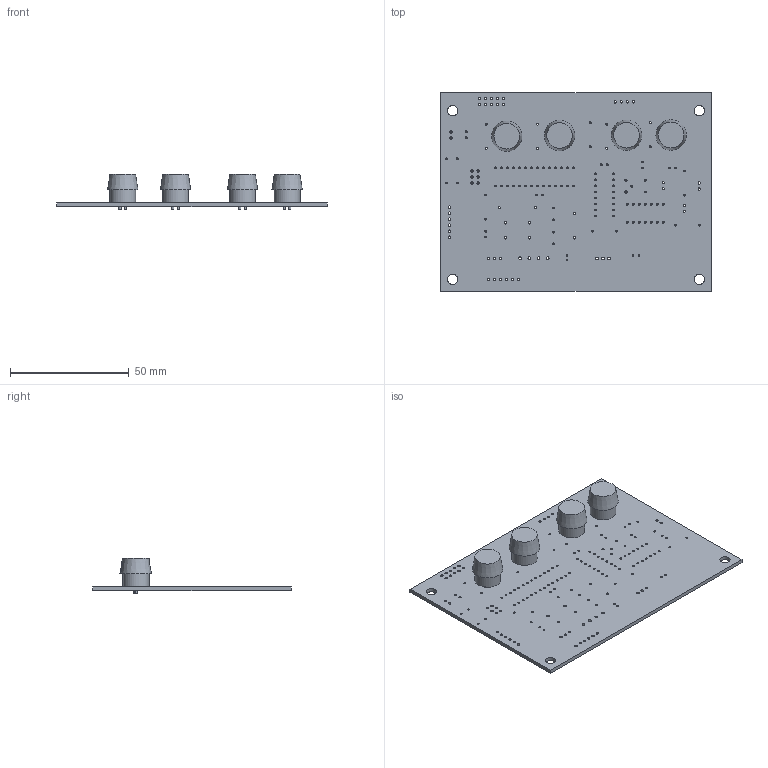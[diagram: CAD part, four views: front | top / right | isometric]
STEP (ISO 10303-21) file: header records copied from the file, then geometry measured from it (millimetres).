
FILE_DESCRIPTION(('KiCad electronic assembly'),'2;1');
FILE_NAME('control.step','2023-03-07T12:44:05',('Pcbnew'),('Kicad'), 'Open CASCADE STEP processor 7.5','KiCad to STEP converter','Unknown' );
FILE_SCHEMA(('AUTOMOTIVE_DESIGN { 1 0 10303 214 1 1 1 1 }'));
Length unit declared in the file: millimetre
Products named in the file (4): control 1; rubber-button-Group; SOLID; control PCB
Assembly tree (6 placements, depth 3):
  control 1
    rubber-button-Group  x4
      SOLID
    control PCB
Bounding box: 114.3 x 83.82 x 14.9 mm (x, y, z)
Volume: 19982.8 mm3; surface area: 23047.2 mm2
Topology: 5 solids, 5 shells, 241 faces, 633 edges, 422 vertices
Faces by surface type: cylinder 203, plane 34, cone 4
Full cylindrical faces by diameter (mm): 0.8 x106, 0.889 x8, 0.9 x13, 1 x39, 1.092 x8, 1.1 x17, 1.2 x4, 4.3 x4, 10.9 x4
Entity records: 15252 total; most frequent: DIRECTION 2533, CARTESIAN_POINT 2332, ORIENTED_EDGE 1158, PCURVE 1158, DEFINITIONAL_REPRESENTATION 1158, LINE 981, VECTOR 981, CIRCLE 756
